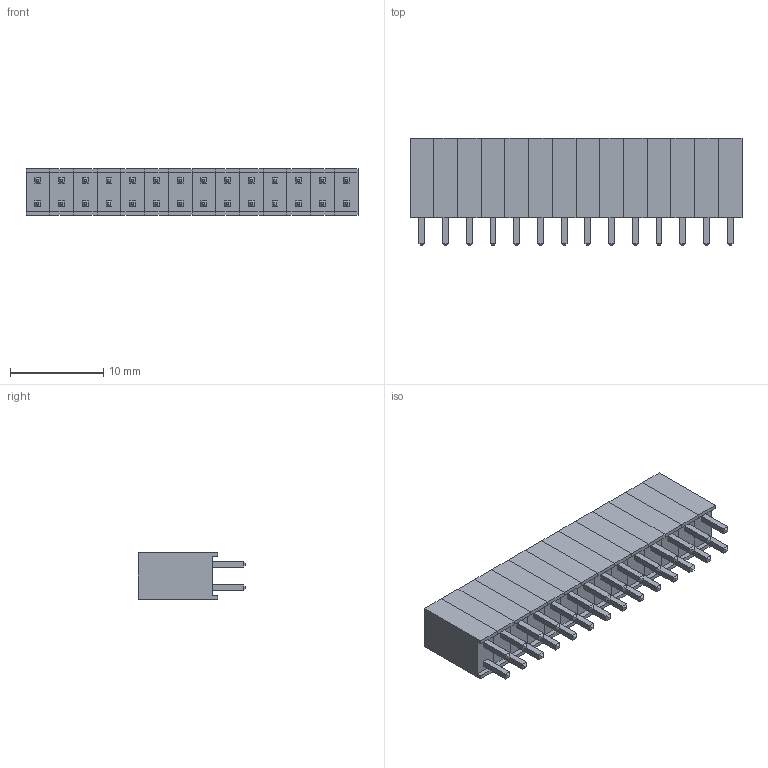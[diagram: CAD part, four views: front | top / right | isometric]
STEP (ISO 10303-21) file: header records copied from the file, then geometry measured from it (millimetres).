
FILE_DESCRIPTION (( 'STEP AP214' ), '1' );
FILE_NAME ('DS-1023-28.STEP', '2019-07-10T22:30:44', ( '' ), ( '' ), 'SwSTEP 2.0', 'SolidWorks 2018', '' );
FILE_SCHEMA (( 'AUTOMOTIVE_DESIGN' ));
Length unit declared in the file: millimetre
Products named in the file (1): DS-1023-28
Bounding box: 35.56 x 11.5 x 5 mm (x, y, z)
Volume: 1406.8 mm3; surface area: 2623.7 mm2
Topology: 14 solids, 14 shells, 644 faces, 1456 edges, 896 vertices
Faces by surface type: plane 644
Entity records: 24543 total; most frequent: CARTESIAN_POINT 2997, ORIENTED_EDGE 2912, DIRECTION 2746, LINE 1456, EDGE_CURVE 1456, VECTOR 1456, VERTEX_POINT 896, EDGE_LOOP 700
